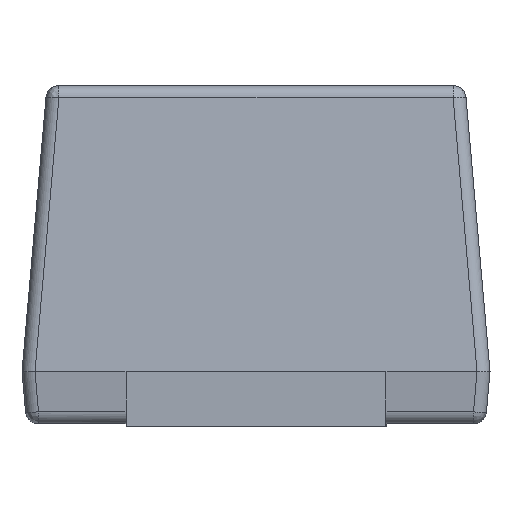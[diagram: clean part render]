
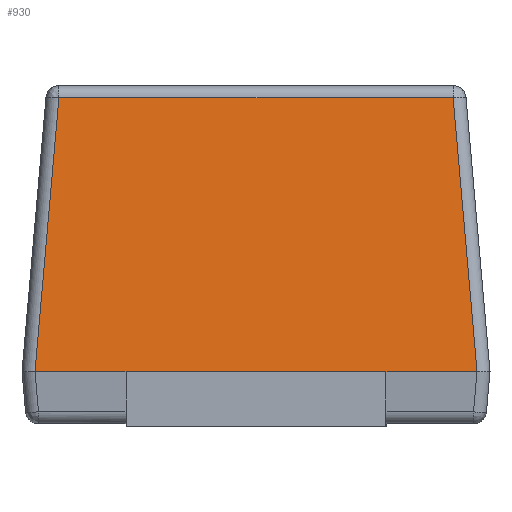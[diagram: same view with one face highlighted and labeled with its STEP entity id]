
A CAD part, left-side view. The second image highlights one B-rep face of the part: STEP entity #930.
In plain terms, the highlighted free-form (B-spline) face has degree [1, 1] with [2, 2] control points.
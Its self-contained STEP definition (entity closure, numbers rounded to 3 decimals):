
#669 = VERTEX_POINT('',#670);
#670 = CARTESIAN_POINT('',(-1.4,0.5,0.21));
#677 = EDGE_CURVE('',#678,#669,#680,.T.);
#678 = VERTEX_POINT('',#679);
#679 = CARTESIAN_POINT('',(-1.4,0.85,0.21));
#680 = B_SPLINE_CURVE_WITH_KNOTS('',1,(#681,#682),.UNSPECIFIED.,.F.,.F.,
  (2,2),(0.05,0.4),.PIECEWISE_BEZIER_KNOTS.);
#681 = CARTESIAN_POINT('',(-1.4,0.85,0.21));
#682 = CARTESIAN_POINT('',(-1.4,0.5,0.21));
#803 = VERTEX_POINT('',#804);
#804 = CARTESIAN_POINT('',(-1.4,-0.5,0.21));
#817 = VERTEX_POINT('',#818);
#818 = CARTESIAN_POINT('',(-1.4,-0.85,0.21));
#823 = EDGE_CURVE('',#803,#817,#824,.T.);
#824 = B_SPLINE_CURVE_WITH_KNOTS('',1,(#825,#826),.UNSPECIFIED.,.F.,.F.,
  (2,2),(1.4,1.75),.PIECEWISE_BEZIER_KNOTS.);
#825 = CARTESIAN_POINT('',(-1.4,-0.5,0.21));
#826 = CARTESIAN_POINT('',(-1.4,-0.85,0.21));
#930 = ADVANCED_FACE('',(#931),#959,.T.);
#931 = FACE_BOUND('',#932,.T.);
#932 = EDGE_LOOP('',(#933,#942,#947,#948,#953,#954));
#933 = ORIENTED_EDGE('',*,*,#934,.T.);
#934 = EDGE_CURVE('',#935,#937,#939,.T.);
#935 = VERTEX_POINT('',#936);
#936 = CARTESIAN_POINT('',(-1.308,-0.758,
    1.264));
#937 = VERTEX_POINT('',#938);
#938 = CARTESIAN_POINT('',(-1.308,0.758,1.264
    ));
#939 = B_SPLINE_CURVE_WITH_KNOTS('',1,(#940,#941),.UNSPECIFIED.,.F.,.F.,
  (2,2),(-1.562,-0.046),.PIECEWISE_BEZIER_KNOTS.);
#940 = CARTESIAN_POINT('',(-1.308,-0.758,
    1.264));
#941 = CARTESIAN_POINT('',(-1.308,0.758,1.264
    ));
#942 = ORIENTED_EDGE('',*,*,#943,.T.);
#943 = EDGE_CURVE('',#937,#678,#944,.T.);
#944 = B_SPLINE_CURVE_WITH_KNOTS('',1,(#945,#946),.UNSPECIFIED.,.F.,.F.,
  (2,2),(-1.067,-0.004),.PIECEWISE_BEZIER_KNOTS.);
#945 = CARTESIAN_POINT('',(-1.308,0.758,1.264
    ));
#946 = CARTESIAN_POINT('',(-1.4,0.85,0.21));
#947 = ORIENTED_EDGE('',*,*,#677,.T.);
#948 = ORIENTED_EDGE('',*,*,#949,.T.);
#949 = EDGE_CURVE('',#669,#803,#950,.T.);
#950 = B_SPLINE_CURVE_WITH_KNOTS('',1,(#951,#952),.UNSPECIFIED.,.F.,.F.,
  (2,2),(0.4,1.4),.PIECEWISE_BEZIER_KNOTS.);
#951 = CARTESIAN_POINT('',(-1.4,0.5,0.21));
#952 = CARTESIAN_POINT('',(-1.4,-0.5,0.21));
#953 = ORIENTED_EDGE('',*,*,#823,.T.);
#954 = ORIENTED_EDGE('',*,*,#955,.T.);
#955 = EDGE_CURVE('',#817,#935,#956,.T.);
#956 = B_SPLINE_CURVE_WITH_KNOTS('',1,(#957,#958),.UNSPECIFIED.,.F.,.F.,
  (2,2),(-0.152,0.91),.PIECEWISE_BEZIER_KNOTS.);
#957 = CARTESIAN_POINT('',(-1.4,-0.85,0.21));
#958 = CARTESIAN_POINT('',(-1.308,-0.758,
    1.264));
#959 = B_SPLINE_SURFACE_WITH_KNOTS('',1,1,(
    (#960,#961)
    ,(#962,#963
    )),.UNSPECIFIED.,.F.,.F.,.F.,(2,2),(2,2),(0.,
    1.058),(-1.75,-0.05),
  .PIECEWISE_BEZIER_KNOTS.);
#960 = CARTESIAN_POINT('',(-1.4,-0.85,0.21));
#961 = CARTESIAN_POINT('',(-1.4,0.85,0.21));
#962 = CARTESIAN_POINT('',(-1.308,-0.85,
    1.264));
#963 = CARTESIAN_POINT('',(-1.308,0.85,1.264
    ));
